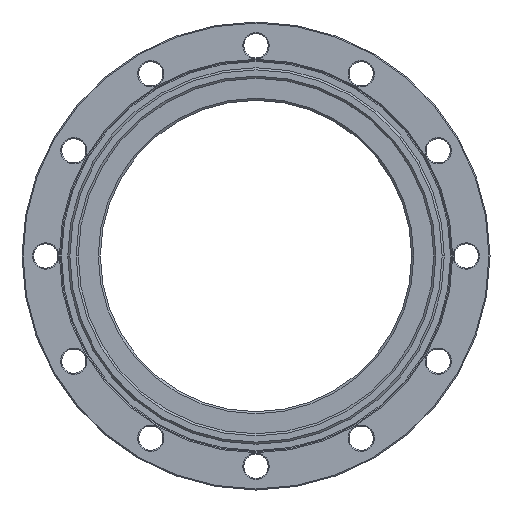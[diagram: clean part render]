
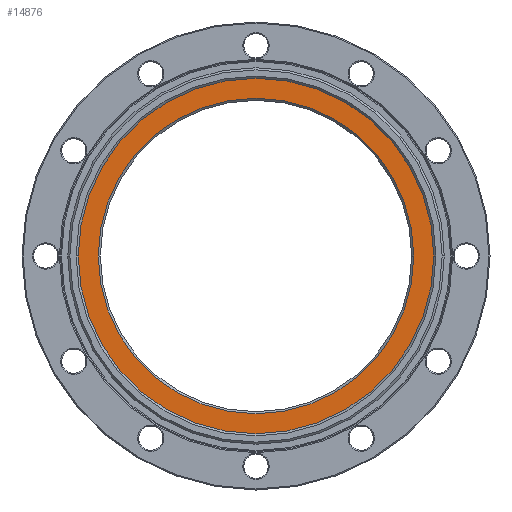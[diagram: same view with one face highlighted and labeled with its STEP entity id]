
A CAD part, left-side view. The second image highlights one B-rep face of the part: STEP entity #14876.
In plain terms, the highlighted planar face has unit normal (-1, 0, 0).
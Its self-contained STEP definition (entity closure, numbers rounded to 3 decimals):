
#102 = DIRECTION ( 'NONE',  ( 0., 1., 0. ) ) ;
#130 = FACE_BOUND ( 'NONE', #10044, .T. ) ;
#296 = CIRCLE ( 'NONE', #7828, 150. ) ;
#944 = EDGE_CURVE ( 'NONE', #2094, #6439, #296, .T. ) ;
#1175 = CARTESIAN_POINT ( 'NONE',  ( -100., 0., 0. ) ) ;
#1515 = CIRCLE ( 'NONE', #7737, 169. ) ;
#1525 = ORIENTED_EDGE ( 'NONE', *, *, #13324, .F. ) ;
#1557 = CARTESIAN_POINT ( 'NONE',  ( -100., 0., 0. ) ) ;
#1636 = ORIENTED_EDGE ( 'NONE', *, *, #944, .T. ) ;
#1643 = DIRECTION ( 'NONE',  ( 1., 0., 0. ) ) ;
#2094 = VERTEX_POINT ( 'NONE', #7624 ) ;
#2581 = DIRECTION ( 'NONE',  ( 0., 1., 0. ) ) ;
#3035 = VERTEX_POINT ( 'NONE', #5458 ) ;
#3239 = AXIS2_PLACEMENT_3D ( 'NONE', #1557, #1643, #6662 ) ;
#3635 = EDGE_CURVE ( 'NONE', #13114, #3035, #1515, .T. ) ;
#4034 = FACE_OUTER_BOUND ( 'NONE', #7637, .T. ) ;
#4516 = CARTESIAN_POINT ( 'NONE',  ( -100., -169., 0. ) ) ;
#4731 = CIRCLE ( 'NONE', #13807, 169. ) ;
#5458 = CARTESIAN_POINT ( 'NONE',  ( -100., 169., 0. ) ) ;
#6373 = DIRECTION ( 'NONE',  ( -1., 0., 0. ) ) ;
#6439 = VERTEX_POINT ( 'NONE', #13982 ) ;
#6650 = ORIENTED_EDGE ( 'NONE', *, *, #3635, .F. ) ;
#6662 = DIRECTION ( 'NONE',  ( 0., -1., 0. ) ) ;
#7624 = CARTESIAN_POINT ( 'NONE',  ( -100., 150., 0. ) ) ;
#7637 = EDGE_LOOP ( 'NONE', ( #6650, #1525 ) ) ;
#7737 = AXIS2_PLACEMENT_3D ( 'NONE', #11317, #8782, #102 ) ;
#7828 = AXIS2_PLACEMENT_3D ( 'NONE', #10327, #14324, #11865 ) ;
#8155 = CIRCLE ( 'NONE', #3239, 150. ) ;
#8782 = DIRECTION ( 'NONE',  ( 1., 0., 0. ) ) ;
#8954 = DIRECTION ( 'NONE',  ( 0., 1., 0. ) ) ;
#8974 = CARTESIAN_POINT ( 'NONE',  ( -100., 148., 0. ) ) ;
#9867 = DIRECTION ( 'NONE',  ( 1., 0., 0. ) ) ;
#10044 = EDGE_LOOP ( 'NONE', ( #15087, #1636 ) ) ;
#10327 = CARTESIAN_POINT ( 'NONE',  ( -100., 0., 0. ) ) ;
#10767 = AXIS2_PLACEMENT_3D ( 'NONE', #8974, #6373, #2581 ) ;
#11317 = CARTESIAN_POINT ( 'NONE',  ( -100., 0., 0. ) ) ;
#11865 = DIRECTION ( 'NONE',  ( 0., -1., 0. ) ) ;
#13114 = VERTEX_POINT ( 'NONE', #4516 ) ;
#13324 = EDGE_CURVE ( 'NONE', #3035, #13114, #4731, .T. ) ;
#13807 = AXIS2_PLACEMENT_3D ( 'NONE', #1175, #9867, #8954 ) ;
#13982 = CARTESIAN_POINT ( 'NONE',  ( -100., -150., 0. ) ) ;
#14324 = DIRECTION ( 'NONE',  ( 1., 0., 0. ) ) ;
#14876 = ADVANCED_FACE ( 'NONE', ( #4034, #130 ), #15012, .T. ) ;
#15012 = PLANE ( 'NONE',  #10767 ) ;
#15087 = ORIENTED_EDGE ( 'NONE', *, *, #15268, .T. ) ;
#15268 = EDGE_CURVE ( 'NONE', #6439, #2094, #8155, .T. ) ;
